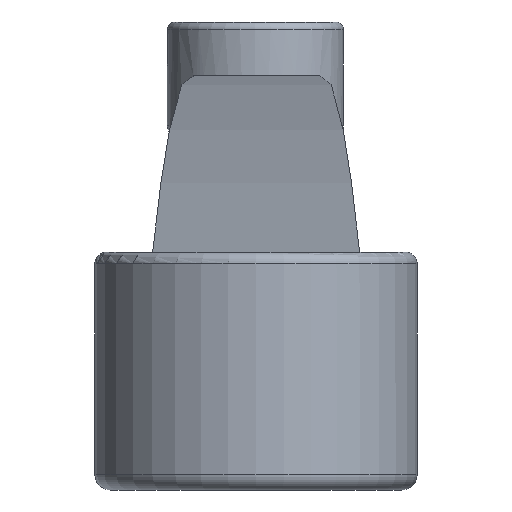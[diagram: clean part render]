
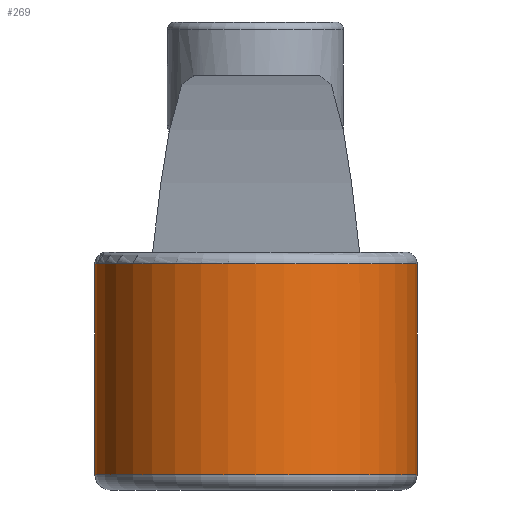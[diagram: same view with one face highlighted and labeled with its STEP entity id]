
A CAD part, left-side view. The second image highlights one B-rep face of the part: STEP entity #269.
In plain terms, the highlighted cylindrical face has radius 21 mm (diameter 42 mm), a full revolution.
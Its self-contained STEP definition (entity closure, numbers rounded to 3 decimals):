
#118=FACE_BOUND('',#367,.T.);
#119=FACE_BOUND('',#368,.T.);
#146=CYLINDRICAL_SURFACE('',#890,21.);
#196=LINE('',#1432,#238);
#200=LINE('',#1455,#242);
#238=VECTOR('',#1021,1.);
#242=VECTOR('',#1051,1.);
#269=ADVANCED_FACE('',(#118,#119),#146,.T.);
#367=EDGE_LOOP('',(#536,#537,#538,#539,#540,#541,#542,#543));
#368=EDGE_LOOP('',(#544));
#402=B_SPLINE_CURVE_WITH_KNOTS('',3,(#1231,#1232,#1233,#1234,#1235,#1236,
#1237,#1238,#1239,#1240,#1241,#1242,#1243,#1244,#1245,#1246),.UNSPECIFIED.,
.F.,.F.,(4,3,3,3,3,4),(0.,0.439,0.631,0.793,
0.91,1.),.UNSPECIFIED.);
#404=B_SPLINE_CURVE_WITH_KNOTS('',3,(#1331,#1332,#1333,#1334,#1335,#1336,
#1337,#1338,#1339,#1340,#1341,#1342,#1343,#1344,#1345,#1346),.UNSPECIFIED.,
.F.,.F.,(4,3,3,3,3,4),(0.,0.12,0.238,0.413,
0.683,1.),.UNSPECIFIED.);
#536=ORIENTED_EDGE('',*,*,#785,.F.);
#537=ORIENTED_EDGE('',*,*,#786,.T.);
#538=ORIENTED_EDGE('',*,*,#707,.T.);
#539=ORIENTED_EDGE('',*,*,#776,.F.);
#540=ORIENTED_EDGE('',*,*,#749,.T.);
#541=ORIENTED_EDGE('',*,*,#725,.T.);
#542=ORIENTED_EDGE('',*,*,#754,.T.);
#543=ORIENTED_EDGE('',*,*,#718,.T.);
#544=ORIENTED_EDGE('',*,*,#787,.T.);
#637=VERTEX_POINT('',#1129);
#638=VERTEX_POINT('',#1131);
#648=VERTEX_POINT('',#1247);
#649=VERTEX_POINT('',#1248);
#655=VERTEX_POINT('',#1282);
#656=VERTEX_POINT('',#1284);
#673=VERTEX_POINT('',#1347);
#696=VERTEX_POINT('',#1454);
#697=VERTEX_POINT('',#1457);
#707=EDGE_CURVE('',#638,#637,#813,.T.);
#718=EDGE_CURVE('',#648,#649,#402,.T.);
#725=EDGE_CURVE('',#656,#655,#816,.T.);
#749=EDGE_CURVE('',#673,#656,#404,.T.);
#754=EDGE_CURVE('',#655,#648,#823,.T.);
#776=EDGE_CURVE('',#673,#637,#196,.T.);
#785=EDGE_CURVE('',#696,#649,#830,.T.);
#786=EDGE_CURVE('',#696,#638,#200,.T.);
#787=EDGE_CURVE('',#697,#697,#831,.T.);
#813=CIRCLE('',#841,21.);
#816=CIRCLE('',#848,21.);
#823=CIRCLE('',#866,21.);
#830=CIRCLE('',#888,21.);
#831=CIRCLE('',#889,21.);
#841=AXIS2_PLACEMENT_3D('',#1130,#918,#919);
#848=AXIS2_PLACEMENT_3D('',#1283,#936,#937);
#866=AXIS2_PLACEMENT_3D('',#1373,#989,#990);
#888=AXIS2_PLACEMENT_3D('',#1453,#1049,#1050);
#889=AXIS2_PLACEMENT_3D('',#1456,#1052,#1053);
#890=AXIS2_PLACEMENT_3D('',#1458,#1054,#1055);
#918=DIRECTION('',(0.,0.,-1.));
#919=DIRECTION('',(-1.,0.,0.));
#936=DIRECTION('',(0.,0.,-1.));
#937=DIRECTION('',(-1.,0.,0.));
#989=DIRECTION('',(0.,0.,-1.));
#990=DIRECTION('',(-1.,0.,0.));
#1021=DIRECTION('',(0.,0.,1.));
#1049=DIRECTION('',(0.,0.,1.));
#1050=DIRECTION('',(-1.,0.,0.));
#1051=DIRECTION('',(0.,0.,1.));
#1052=DIRECTION('',(0.,0.,1.));
#1053=DIRECTION('',(-1.,0.,0.));
#1054=DIRECTION('',(0.,0.,-1.));
#1055=DIRECTION('',(-1.,0.,0.));
#1129=CARTESIAN_POINT('',(94.709,202.172,-1.5));
#1130=CARTESIAN_POINT('',(78.624,188.672,-1.5));
#1131=CARTESIAN_POINT('',(94.684,175.142,-1.5));
#1231=CARTESIAN_POINT('',(95.709,176.463,-10.));
#1232=CARTESIAN_POINT('',(95.533,176.215,-10.));
#1233=CARTESIAN_POINT('',(95.346,175.966,-9.954));
#1234=CARTESIAN_POINT('',(95.171,175.743,-9.843));
#1235=CARTESIAN_POINT('',(95.094,175.644,-9.794));
#1236=CARTESIAN_POINT('',(95.018,175.548,-9.73));
#1237=CARTESIAN_POINT('',(94.95,175.464,-9.65));
#1238=CARTESIAN_POINT('',(94.892,175.393,-9.583));
#1239=CARTESIAN_POINT('',(94.839,175.328,-9.503));
#1240=CARTESIAN_POINT('',(94.797,175.278,-9.41));
#1241=CARTESIAN_POINT('',(94.767,175.241,-9.343));
#1242=CARTESIAN_POINT('',(94.742,175.212,-9.267));
#1243=CARTESIAN_POINT('',(94.727,175.194,-9.188));
#1244=CARTESIAN_POINT('',(94.716,175.18,-9.127));
#1245=CARTESIAN_POINT('',(94.709,175.172,-9.063));
#1246=CARTESIAN_POINT('',(94.709,175.172,-9.));
#1247=CARTESIAN_POINT('',(95.709,176.463,-10.));
#1248=CARTESIAN_POINT('',(94.709,175.172,-9.));
#1282=CARTESIAN_POINT('',(99.624,188.672,-10.));
#1283=CARTESIAN_POINT('',(78.624,188.672,-10.));
#1284=CARTESIAN_POINT('',(95.709,200.882,-10.));
#1331=CARTESIAN_POINT('',(94.709,202.172,-9.));
#1332=CARTESIAN_POINT('',(94.709,202.172,-9.084));
#1333=CARTESIAN_POINT('',(94.72,202.159,-9.168));
#1334=CARTESIAN_POINT('',(94.74,202.136,-9.246));
#1335=CARTESIAN_POINT('',(94.76,202.112,-9.323));
#1336=CARTESIAN_POINT('',(94.788,202.078,-9.396));
#1337=CARTESIAN_POINT('',(94.822,202.037,-9.46));
#1338=CARTESIAN_POINT('',(94.871,201.978,-9.555));
#1339=CARTESIAN_POINT('',(94.932,201.903,-9.636));
#1340=CARTESIAN_POINT('',(94.997,201.823,-9.701));
#1341=CARTESIAN_POINT('',(95.096,201.699,-9.802));
#1342=CARTESIAN_POINT('',(95.207,201.557,-9.873));
#1343=CARTESIAN_POINT('',(95.318,201.413,-9.92));
#1344=CARTESIAN_POINT('',(95.448,201.242,-9.975));
#1345=CARTESIAN_POINT('',(95.581,201.062,-10.));
#1346=CARTESIAN_POINT('',(95.709,200.882,-10.));
#1347=CARTESIAN_POINT('',(94.709,202.172,-9.));
#1373=CARTESIAN_POINT('',(78.624,188.672,-10.));
#1432=CARTESIAN_POINT('',(94.709,202.172,-290.));
#1453=CARTESIAN_POINT('',(78.624,188.672,-9.));
#1454=CARTESIAN_POINT('',(94.684,175.142,-9.));
#1455=CARTESIAN_POINT('',(94.684,175.142,0.));
#1456=CARTESIAN_POINT('',(78.624,188.672,-29.));
#1457=CARTESIAN_POINT('',(57.624,188.672,-29.));
#1458=CARTESIAN_POINT('',(78.624,188.672,0.));
